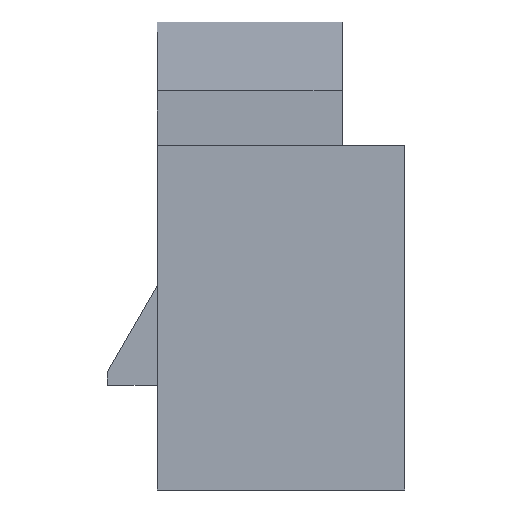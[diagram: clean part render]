
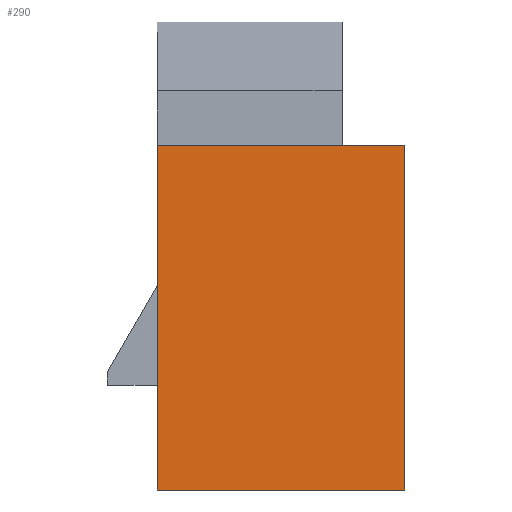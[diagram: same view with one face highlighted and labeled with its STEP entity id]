
A CAD part, front view. The second image highlights one B-rep face of the part: STEP entity #290.
In plain terms, the highlighted planar face has unit normal (0, -1, 0).
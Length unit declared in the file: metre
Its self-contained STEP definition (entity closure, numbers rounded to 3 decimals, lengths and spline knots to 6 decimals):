
#55=ORIENTED_EDGE('',*,*,#114,.F.);
#56=ORIENTED_EDGE('',*,*,#97,.T.);
#57=ORIENTED_EDGE('',*,*,#113,.T.);
#58=ORIENTED_EDGE('',*,*,#117,.F.);
#97=EDGE_CURVE('',#136,#135,#161,.T.);
#113=EDGE_CURVE('',#135,#146,#177,.T.);
#114=EDGE_CURVE('',#136,#147,#178,.T.);
#117=EDGE_CURVE('',#147,#146,#181,.T.);
#135=VERTEX_POINT('',#422);
#136=VERTEX_POINT('',#424);
#146=VERTEX_POINT('',#453);
#147=VERTEX_POINT('',#458);
#161=LINE('',#423,#197);
#177=LINE('',#454,#213);
#178=LINE('',#457,#214);
#181=LINE('',#463,#217);
#197=VECTOR('',#342,1.);
#213=VECTOR('',#366,1.);
#214=VECTOR('',#371,1.);
#217=VECTOR('',#376,1.);
#235=EDGE_LOOP('',(#55,#56,#57,#58));
#255=FACE_BOUND('',#235,.T.);
#274=PLANE('',#320);
#290=ADVANCED_FACE('',(#255),#274,.T.);
#320=AXIS2_PLACEMENT_3D('',#462,#374,#375);
#342=DIRECTION('',(0.,0.,-1.));
#366=DIRECTION('',(1.,0.,0.));
#371=DIRECTION('',(1.,0.,0.));
#374=DIRECTION('',(0.,-1.,0.));
#375=DIRECTION('',(1.,0.,0.));
#376=DIRECTION('',(0.,0.,-1.));
#422=CARTESIAN_POINT('',(0.,-0.0007,0.));
#423=CARTESIAN_POINT('',(0.,-0.0007,0.01));
#424=CARTESIAN_POINT('',(0.,-0.0007,0.0069));
#453=CARTESIAN_POINT('',(0.00495,-0.0007,0.));
#454=CARTESIAN_POINT('',(0.00185,-0.0007,0.));
#457=CARTESIAN_POINT('',(0.00185,-0.0007,0.0069));
#458=CARTESIAN_POINT('',(0.00495,-0.0007,0.0069));
#462=CARTESIAN_POINT('',(0.00185,-0.0007,0.004));
#463=CARTESIAN_POINT('',(0.00495,-0.0007,0.01));
